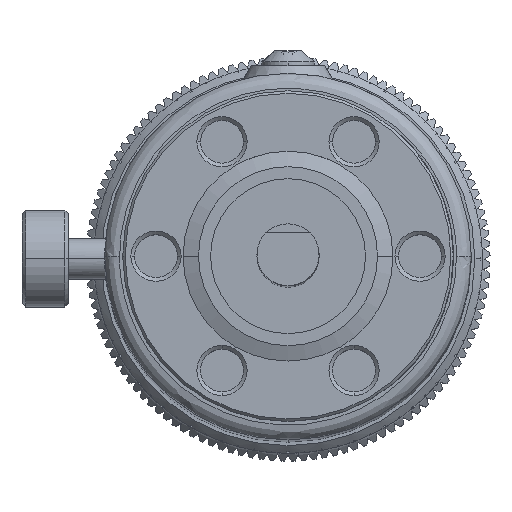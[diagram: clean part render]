
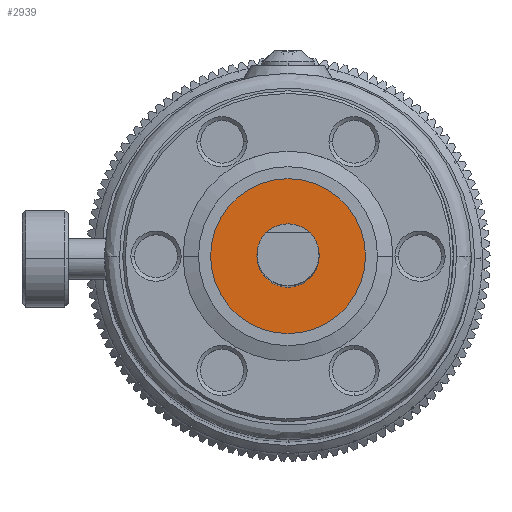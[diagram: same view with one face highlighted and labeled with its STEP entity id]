
A CAD part, top view. The second image highlights one B-rep face of the part: STEP entity #2939.
In plain terms, the highlighted planar face has unit normal (0, 0, 1).
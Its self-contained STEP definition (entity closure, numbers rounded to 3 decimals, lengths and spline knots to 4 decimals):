
#709 = EDGE_CURVE ( 'NONE', #49138, #49145, #62735, .T. ) ;
#2939 = ADVANCED_FACE ( 'NONE', ( #72666, #72682 ), #75540, .T. ) ;
#21819 = ORIENTED_EDGE ( 'NONE', *, *, #48322, .T. ) ;
#21820 = ORIENTED_EDGE ( 'NONE', *, *, #33182, .T. ) ;
#21821 = ORIENTED_EDGE ( 'NONE', *, *, #48312, .T. ) ;
#21822 = ORIENTED_EDGE ( 'NONE', *, *, #709, .T. ) ;
#25591 = CIRCLE ( 'NONE', #53880, 0.3175 ) ;
#25597 = CIRCLE ( 'NONE', #53885, 0.7912 ) ;
#31395 = CARTESIAN_POINT ( 'NONE',  ( 0., 0., -0.1499 ) ) ;
#31396 = DIRECTION ( 'NONE',  ( 0., 0., -1. ) ) ;
#31397 = DIRECTION ( 'NONE',  ( 0., -1., 0. ) ) ;
#31410 = CARTESIAN_POINT ( 'NONE',  ( 0., 0., -0.1499 ) ) ;
#31411 = DIRECTION ( 'NONE',  ( 0., 0., 1. ) ) ;
#31412 = DIRECTION ( 'NONE',  ( 0., -1., 0. ) ) ;
#32484 = CARTESIAN_POINT ( 'NONE',  ( 0., 0.7912, -0.1499 ) ) ;
#32485 = CARTESIAN_POINT ( 'NONE',  ( 0., -0.7912, -0.1499 ) ) ;
#32487 = CARTESIAN_POINT ( 'NONE',  ( 0., 0.3175, -0.1499 ) ) ;
#32491 = CARTESIAN_POINT ( 'NONE',  ( 0., -0.3175, -0.1499 ) ) ;
#33182 = EDGE_CURVE ( 'NONE', #49134, #49136, #45611, .T. ) ;
#42418 = AXIS2_PLACEMENT_3D ( 'NONE', #54470, #54471, #54472 ) ;
#45611 = CIRCLE ( 'NONE', #42418, 0.7912 ) ;
#48312 = EDGE_CURVE ( 'NONE', #49145, #49138, #25591, .T. ) ;
#48322 = EDGE_CURVE ( 'NONE', #49136, #49134, #25597, .T. ) ;
#48671 = AXIS2_PLACEMENT_3D ( 'NONE', #58077, #58079, #58081 ) ;
#49134 = VERTEX_POINT ( 'NONE', #32484 ) ;
#49136 = VERTEX_POINT ( 'NONE', #32485 ) ;
#49138 = VERTEX_POINT ( 'NONE', #32487 ) ;
#49145 = VERTEX_POINT ( 'NONE', #32491 ) ;
#53880 = AXIS2_PLACEMENT_3D ( 'NONE', #31395, #31396, #31397 ) ;
#53885 = AXIS2_PLACEMENT_3D ( 'NONE', #31410, #31411, #31412 ) ;
#54470 = CARTESIAN_POINT ( 'NONE',  ( 0., 0., -0.1499 ) ) ;
#54471 = DIRECTION ( 'NONE',  ( 0., 0., 1. ) ) ;
#54472 = DIRECTION ( 'NONE',  ( 0., -1., 0. ) ) ;
#58077 = CARTESIAN_POINT ( 'NONE',  ( 0., 0., -0.1499 ) ) ;
#58079 = DIRECTION ( 'NONE',  ( 0., 0., -1. ) ) ;
#58081 = DIRECTION ( 'NONE',  ( 0., -1., 0. ) ) ;
#62735 = CIRCLE ( 'NONE', #48671, 0.3175 ) ;
#65911 = EDGE_LOOP ( 'NONE', ( #21821, #21822 ) ) ;
#65913 = EDGE_LOOP ( 'NONE', ( #21819, #21820 ) ) ;
#72302 = AXIS2_PLACEMENT_3D ( 'NONE', #75536, #75545, #75546 ) ;
#72666 = FACE_OUTER_BOUND ( 'NONE', #65913, .T. ) ;
#72682 = FACE_BOUND ( 'NONE', #65911, .T. ) ;
#75536 = CARTESIAN_POINT ( 'NONE',  ( 0., 0.7633, -0.1499 ) ) ;
#75540 = PLANE ( 'NONE',  #72302 ) ;
#75545 = DIRECTION ( 'NONE',  ( 0., 0., 1. ) ) ;
#75546 = DIRECTION ( 'NONE',  ( 0., -1., 0. ) ) ;
